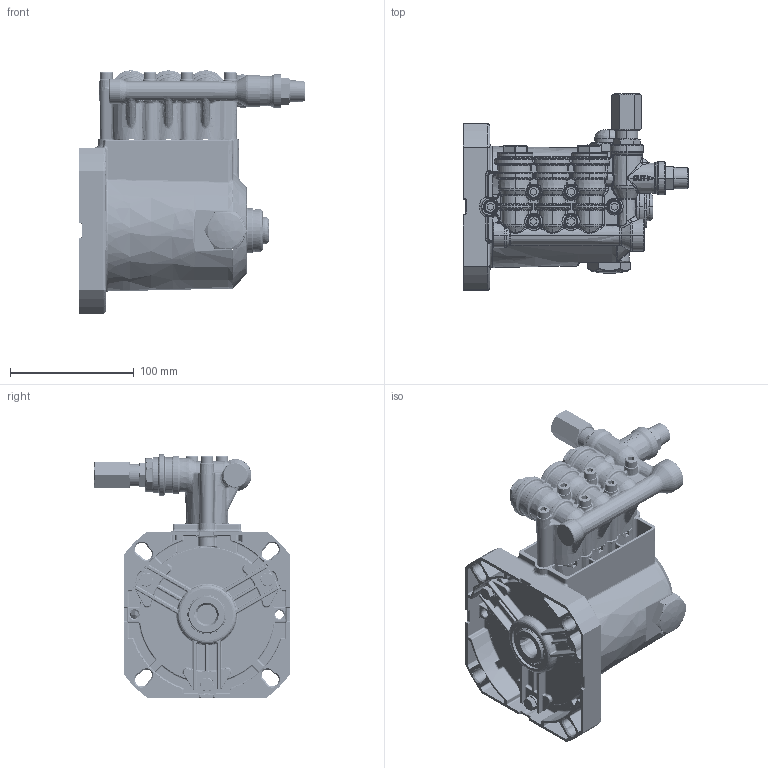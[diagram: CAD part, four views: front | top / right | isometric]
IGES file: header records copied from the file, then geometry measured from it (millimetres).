
Start section: SolidWorks IGES file using analytic representation for surfaces
Global section: file name: 4DX03ELR.IGS; native system: SolidWorks 2022; preprocessor: SolidWorks 2022; author: DMM; date: 230612.134925; units: inch
Bounding box: 182 x 158 x 196.25 mm (x, y, z)
Surface area: 172125.6 mm2 (no closed solid volume)
Topology: 0 solids, 0 shells, 2506 faces, 26369 edges, 26202 vertices
Faces by surface type: bspline 1544, revolution 962
